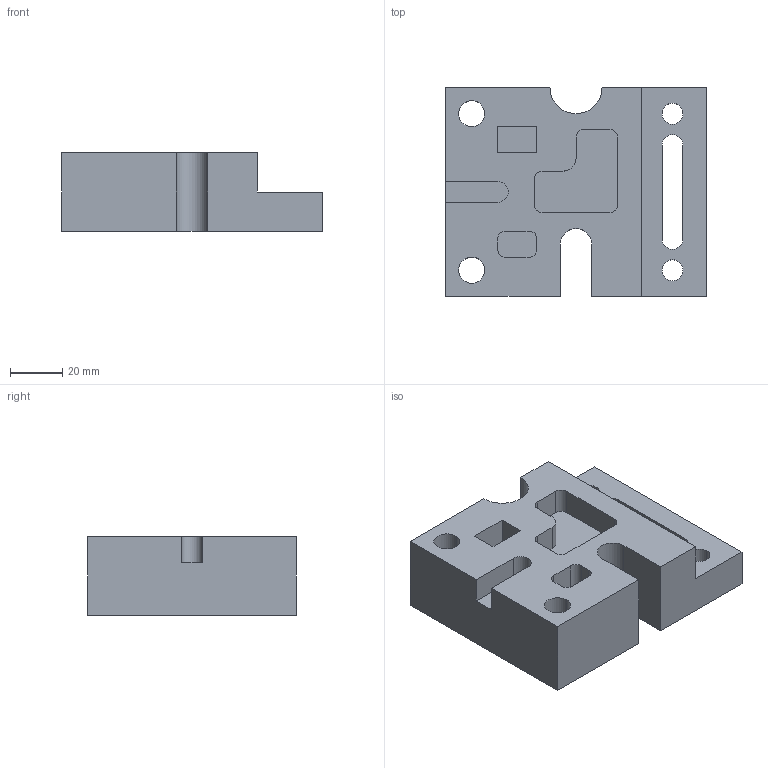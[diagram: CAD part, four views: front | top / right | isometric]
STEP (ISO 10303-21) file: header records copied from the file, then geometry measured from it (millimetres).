
FILE_DESCRIPTION((''),'2;1');
FILE_NAME('PRT0003','2016-12-10T',('wang'),(''),'PRO/ENGINEER BY PARAMETRIC TECHNOLOGY CORPORATION, 2015240','PRO/ENGINEER BY PARAMETRIC TECHNOLOGY CORPORATION, 2015240','');
FILE_SCHEMA(('CONFIG_CONTROL_DESIGN'));
Length unit declared in the file: millimetre
Products named in the file (1): PRT0003
Bounding box: 100 x 80 x 30 mm (x, y, z)
Volume: 171224.3 mm3; surface area: 32857.5 mm2
Topology: 1 solids, 1 shells, 57 faces, 156 edges, 104 vertices
Faces by surface type: plane 34, cylinder 23
Entity records: 1874 total; most frequent: CARTESIAN_POINT 317, DIRECTION 316, ORIENTED_EDGE 312, EDGE_CURVE 156, VECTOR 110, LINE 110, VERTEX_POINT 104, AXIS2_PLACEMENT_3D 103
